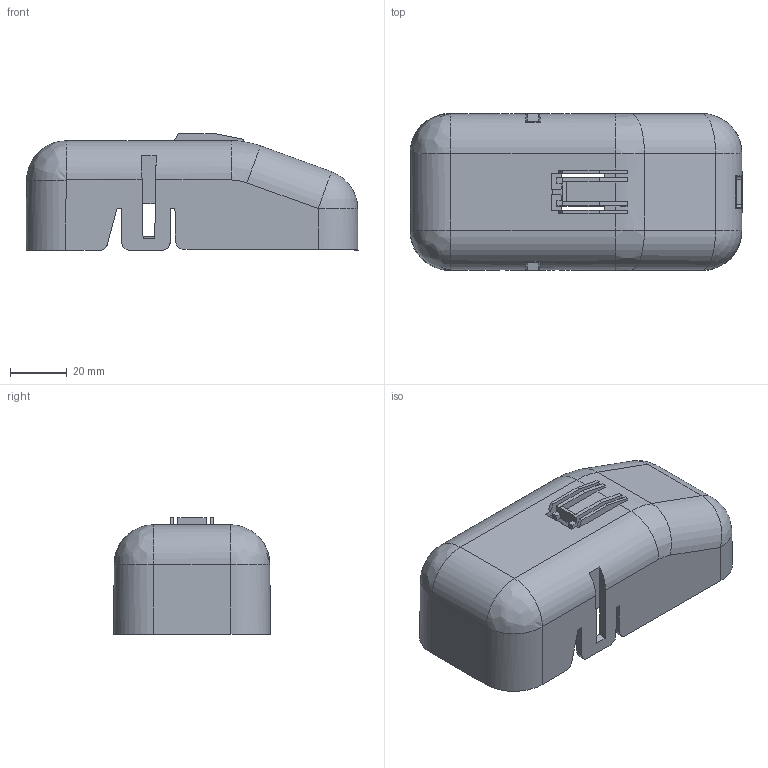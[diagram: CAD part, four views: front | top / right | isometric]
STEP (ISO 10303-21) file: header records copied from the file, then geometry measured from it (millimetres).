
FILE_DESCRIPTION(/* description */ (''),/* implementation_level */ '2;1');
FILE_NAME(/* name */ '13950412-ENV10_01-COV.stp',/* time_stamp */ '2024-01-23T15:19:51+08:00',/* author */ (''),/* organization */ (''),/* preprocessor_version */ 'ST-DEVELOPER v16',/* originating_system */ 'SIEMENS PLM Software NX 11.0',/* authorisation */ '');
FILE_SCHEMA (('AUTOMOTIVE_DESIGN { 1 0 10303 214 3 1 1 1 }'));
Length unit declared in the file: millimetre
Products named in the file (1): 13950412-ENV10_01-COV
Bounding box: 117.5 x 55.51 x 41.25 mm (x, y, z)
Volume: 31199.1 mm3; surface area: 32133 mm2
Topology: 1 solids, 1 shells, 190 faces, 554 edges, 358 vertices
Faces by surface type: plane 142, cylinder 36, bspline 8, sphere 4
Entity records: 6338 total; most frequent: CARTESIAN_POINT 1215, ORIENTED_EDGE 1108, DIRECTION 1032, EDGE_CURVE 554, LINE 442, VECTOR 442, VERTEX_POINT 358, AXIS2_PLACEMENT_3D 295
